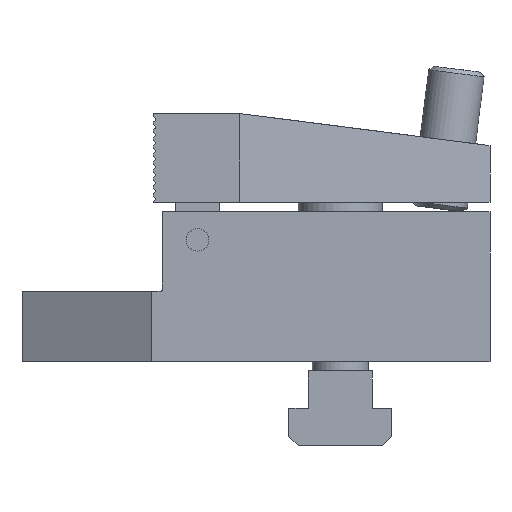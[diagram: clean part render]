
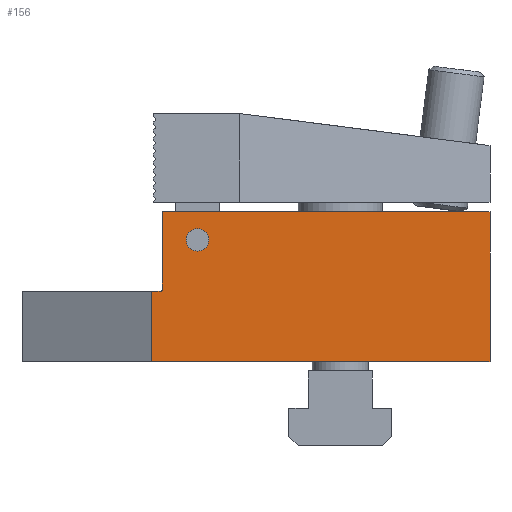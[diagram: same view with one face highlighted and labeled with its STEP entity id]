
A CAD part, front view. The second image highlights one B-rep face of the part: STEP entity #156.
In plain terms, the highlighted planar face has unit normal (0, -1, 0).
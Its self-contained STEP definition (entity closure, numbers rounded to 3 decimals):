
#156=ADVANCED_FACE('',(#379,#380),#381,.T.);
#379=FACE_BOUND('',#804,.T.);
#380=FACE_OUTER_BOUND('',#805,.T.);
#381=PLANE('',#806);
#804=EDGE_LOOP('',(#1315,#1316));
#805=EDGE_LOOP('',(#1317,#1318,#1319,#1320,#1321,#1322,#1323));
#806=AXIS2_PLACEMENT_3D('',#1324,#1325,#1326);
#1315=ORIENTED_EDGE('',*,*,#2929,.T.);
#1316=ORIENTED_EDGE('',*,*,#2890,.T.);
#1317=ORIENTED_EDGE('',*,*,#2926,.T.);
#1318=ORIENTED_EDGE('',*,*,#2905,.F.);
#1319=ORIENTED_EDGE('',*,*,#2930,.T.);
#1320=ORIENTED_EDGE('',*,*,#2915,.T.);
#1321=ORIENTED_EDGE('',*,*,#2931,.F.);
#1322=ORIENTED_EDGE('',*,*,#2932,.F.);
#1323=ORIENTED_EDGE('',*,*,#2908,.F.);
#1324=CARTESIAN_POINT('',(32.5,-24.0,0.0));
#1325=DIRECTION('',(0.0,-1.0,0.0));
#1326=DIRECTION('',(0.0,0.0,-1.0));
#2890=EDGE_CURVE('',#3436,#3440,#3442,.T.);
#2905=EDGE_CURVE('',#3469,#3460,#3471,.T.);
#2908=EDGE_CURVE('',#3474,#3476,#3477,.T.);
#2915=EDGE_CURVE('',#3487,#3488,#3489,.T.);
#2926=EDGE_CURVE('',#3474,#3460,#3506,.T.);
#2929=EDGE_CURVE('',#3440,#3436,#3509,.T.);
#2930=EDGE_CURVE('',#3469,#3487,#3510,.T.);
#2931=EDGE_CURVE('',#3511,#3488,#3512,.T.);
#2932=EDGE_CURVE('',#3476,#3511,#3513,.T.);
#3436=VERTEX_POINT('',#4331);
#3440=VERTEX_POINT('',#4336);
#3442=CIRCLE('',#4339,2.4);
#3460=VERTEX_POINT('',#4361);
#3469=VERTEX_POINT('',#4374);
#3471=LINE('',#4377,#4378);
#3474=VERTEX_POINT('',#4381);
#3476=VERTEX_POINT('',#4384);
#3477=LINE('',#4385,#4386);
#3487=VERTEX_POINT('',#4400);
#3488=VERTEX_POINT('',#4401);
#3489=LINE('',#4402,#4403);
#3506=LINE('',#4428,#4429);
#3509=CIRCLE('',#4434,2.4);
#3510=LINE('',#4435,#4436);
#3511=VERTEX_POINT('',#4437);
#3512=LINE('',#4438,#4439);
#3513=CIRCLE('',#4440,0.5);
#4331=CARTESIAN_POINT('',(-27.6,-24.0,10.0));
#4336=CARTESIAN_POINT('',(-32.4,-24.0,10.0));
#4339=AXIS2_PLACEMENT_3D('',#5727,#5728,#5729);
#4361=CARTESIAN_POINT('',(-39.787,-24.0,-16.0));
#4374=CARTESIAN_POINT('',(32.5,-24.0,-16.0));
#4377=CARTESIAN_POINT('',(-42.5,-24.0,-16.0));
#4378=VECTOR('',#5754,10.0);
#4381=CARTESIAN_POINT('',(-39.787,-24.0,-1.));
#4384=CARTESIAN_POINT('',(-38.0,-24.0,-1.));
#4385=CARTESIAN_POINT('',(-27.75,-24.0,-1.));
#4386=VECTOR('',#5759,10.0);
#4400=CARTESIAN_POINT('',(32.5,-24.0,16.0));
#4401=CARTESIAN_POINT('',(-37.5,-24.0,16.0));
#4402=CARTESIAN_POINT('',(32.5,-24.0,16.0));
#4403=VECTOR('',#5770,70.);
#4428=CARTESIAN_POINT('',(-39.787,-24.0,-8.));
#4429=VECTOR('',#5785,10.0);
#4434=AXIS2_PLACEMENT_3D('',#5788,#5789,#5790);
#4435=CARTESIAN_POINT('',(32.5,-24.0,0.0));
#4436=VECTOR('',#5791,16.0);
#4437=CARTESIAN_POINT('',(-37.5,-24.0,-0.5));
#4438=CARTESIAN_POINT('',(-37.5,-24.0,0.0));
#4439=VECTOR('',#5792,16.0);
#4440=AXIS2_PLACEMENT_3D('',#5793,#5794,#5795);
#5727=CARTESIAN_POINT('',(-30.0,-24.0,10.0));
#5728=DIRECTION('',(-0.0,1.0,0.0));
#5729=DIRECTION('',(1.0,0.0,0.0));
#5754=DIRECTION('',(-1.0,0.0,0.));
#5759=DIRECTION('',(1.0,0.0,0.));
#5770=DIRECTION('',(-1.0,0.0,0.0));
#5785=DIRECTION('',(0.,-0.0,-1.0));
#5788=CARTESIAN_POINT('',(-30.0,-24.0,10.0));
#5789=DIRECTION('',(-0.0,1.0,0.0));
#5790=DIRECTION('',(1.0,0.0,0.0));
#5791=DIRECTION('',(0.0,0.0,1.0));
#5792=DIRECTION('',(0.0,0.0,1.0));
#5793=CARTESIAN_POINT('',(-38.0,-24.0,-0.5));
#5794=DIRECTION('',(0.0,-1.0,0.0));
#5795=DIRECTION('',(-1.0,0.0,0.0));
